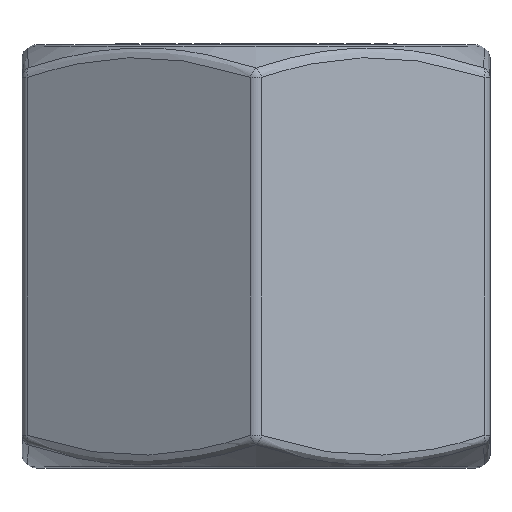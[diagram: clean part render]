
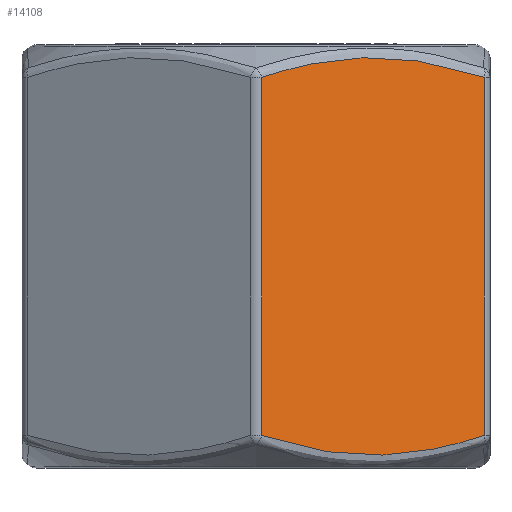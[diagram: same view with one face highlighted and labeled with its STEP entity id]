
A CAD part, front view. The second image highlights one B-rep face of the part: STEP entity #14108.
In plain terms, the highlighted planar face has unit normal (0.5, -0.866, 0).
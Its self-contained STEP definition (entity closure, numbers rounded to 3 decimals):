
#92 = CARTESIAN_POINT ( 'NONE',  ( 8.611, -7.153, 0.974 ) ) ;
#561 = VERTEX_POINT ( 'NONE', #3682 ) ;
#643 = ORIENTED_EDGE ( 'NONE', *, *, #14794, .T. ) ;
#1163 = CARTESIAN_POINT ( 'NONE',  ( 4.835, -9.333, 0.577 ) ) ;
#1392 = ORIENTED_EDGE ( 'NONE', *, *, #3557, .T. ) ;
#1881 = DIRECTION ( 'NONE',  ( 0., 0., 1. ) ) ;
#2046 = CARTESIAN_POINT ( 'NONE',  ( 8.611, -7.153, 18.026 ) ) ;
#2267 = VERTEX_POINT ( 'NONE', #7293 ) ;
#2292 = CARTESIAN_POINT ( 'NONE',  ( 1.885, -11.036, 18.025 ) ) ;
#2402 = CARTESIAN_POINT ( 'NONE',  ( 4.408, -9.58, 0.598 ) ) ;
#2451 = DIRECTION ( 'NONE',  ( 0., 0., -1. ) ) ;
#3553 = CARTESIAN_POINT ( 'NONE',  ( 9.434, -6.677, 17.801 ) ) ;
#3557 = EDGE_CURVE ( 'NONE', #2267, #10283, #15674, .T. ) ;
#3637 = CARTESIAN_POINT ( 'NONE',  ( 1.064, -11.51, 17.801 ) ) ;
#3682 = CARTESIAN_POINT ( 'NONE',  ( 0.25, -11.98, 1.471 ) ) ;
#4600 = CARTESIAN_POINT ( 'NONE',  ( 6.938, -8.118, 18.338 ) ) ;
#5110 = CARTESIAN_POINT ( 'NONE',  ( 9.434, -6.678, 1.198 ) ) ;
#5653 = ORIENTED_EDGE ( 'NONE', *, *, #13805, .T. ) ;
#5885 = ORIENTED_EDGE ( 'NONE', *, *, #12470, .T. ) ;
#6173 = CARTESIAN_POINT ( 'NONE',  ( 0.25, -11.98, 1.471 ) ) ;
#7067 = CARTESIAN_POINT ( 'NONE',  ( 6.089, -8.609, 18.423 ) ) ;
#7293 = CARTESIAN_POINT ( 'NONE',  ( 10.25, -6.207, 1.471 ) ) ;
#7422 = CARTESIAN_POINT ( 'NONE',  ( 10.25, -6.207, 1.471 ) ) ;
#7587 = CARTESIAN_POINT ( 'NONE',  ( 3.143, -10.31, 0.74 ) ) ;
#7999 = AXIS2_PLACEMENT_3D ( 'NONE', #16024, #14818, #15047 ) ;
#8335 = CARTESIAN_POINT ( 'NONE',  ( 10.25, -6.207, 17.529 ) ) ;
#8810 = CARTESIAN_POINT ( 'NONE',  ( 1.067, -11.508, 1.198 ) ) ;
#8921 = EDGE_LOOP ( 'NONE', ( #643, #5653, #1392, #5885 ) ) ;
#9632 = CARTESIAN_POINT ( 'NONE',  ( 0.25, -11.98, 17.529 ) ) ;
#9810 = PLANE ( 'NONE',  #7999 ) ;
#10104 = CARTESIAN_POINT ( 'NONE',  ( 0.25, -11.98, 17.529 ) ) ;
#10243 = B_SPLINE_CURVE_WITH_KNOTS ( 'NONE', 3,
 ( #6173, #8810, #12454, #7587, #11377, #2402, #1163, #13613, #15143, #92, #5110, #7422 ),
 .UNSPECIFIED., .F., .F.,
 ( 4, 2, 2, 2, 2, 4 ),
 ( 0., 0.003, 0.004, 0.006, 0.009, 0.012 ),
 .UNSPECIFIED. ) ;
#10283 = VERTEX_POINT ( 'NONE', #8335 ) ;
#10379 = VECTOR ( 'NONE', #2451, 1000. ) ;
#10721 = VERTEX_POINT ( 'NONE', #10104 ) ;
#11377 = CARTESIAN_POINT ( 'NONE',  ( 3.563, -10.067, 0.679 ) ) ;
#12454 = CARTESIAN_POINT ( 'NONE',  ( 1.892, -11.032, 0.973 ) ) ;
#12470 = EDGE_CURVE ( 'NONE', #10283, #10721, #15704, .T. ) ;
#13342 = CARTESIAN_POINT ( 'NONE',  ( 10.25, -6.207, 17.529 ) ) ;
#13586 = CARTESIAN_POINT ( 'NONE',  ( 4.391, -9.589, 18.401 ) ) ;
#13613 = CARTESIAN_POINT ( 'NONE',  ( 6.11, -8.597, 0.578 ) ) ;
#13665 = CARTESIAN_POINT ( 'NONE',  ( 3.132, -10.316, 18.258 ) ) ;
#13738 = LINE ( 'NONE', #16089, #10379 ) ;
#13805 = EDGE_CURVE ( 'NONE', #561, #2267, #10243, .T. ) ;
#14108 = ADVANCED_FACE ( 'NONE', ( #16105 ), #9810, .T. ) ;
#14478 = CARTESIAN_POINT ( 'NONE',  ( 10.25, -6.207, 0. ) ) ;
#14794 = EDGE_CURVE ( 'NONE', #10721, #561, #13738, .T. ) ;
#14810 = CARTESIAN_POINT ( 'NONE',  ( 4.816, -9.344, 18.422 ) ) ;
#14818 = DIRECTION ( 'NONE',  ( 0.5, -0.866, 0. ) ) ;
#14884 = CARTESIAN_POINT ( 'NONE',  ( 3.55, -10.075, 18.319 ) ) ;
#15047 = DIRECTION ( 'NONE',  ( 0.866, 0.5, 0. ) ) ;
#15143 = CARTESIAN_POINT ( 'NONE',  ( 6.949, -8.112, 0.663 ) ) ;
#15674 = LINE ( 'NONE', #14478, #16216 ) ;
#15704 = B_SPLINE_CURVE_WITH_KNOTS ( 'NONE', 3,
 ( #13342, #3553, #2046, #4600, #7067, #14810, #13586, #14884, #13665, #2292, #3637, #9632 ),
 .UNSPECIFIED., .F., .F.,
 ( 4, 2, 2, 2, 2, 4 ),
 ( 0., 0.003, 0.006, 0.007, 0.009, 0.012 ),
 .UNSPECIFIED. ) ;
#16024 = CARTESIAN_POINT ( 'NONE',  ( 0., -12.124, 0. ) ) ;
#16089 = CARTESIAN_POINT ( 'NONE',  ( 0.25, -11.98, 0. ) ) ;
#16105 = FACE_OUTER_BOUND ( 'NONE', #8921, .T. ) ;
#16216 = VECTOR ( 'NONE', #1881, 1000. ) ;
